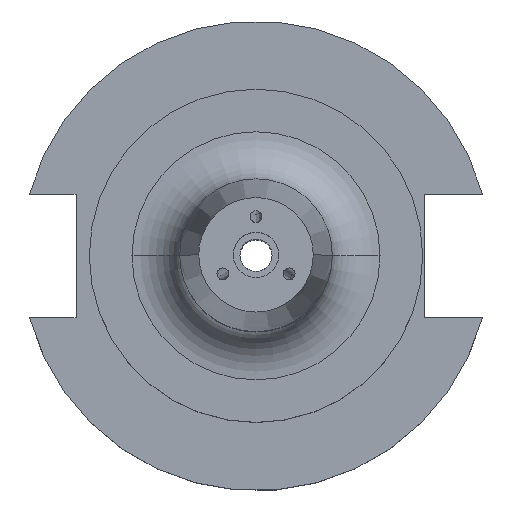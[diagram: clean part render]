
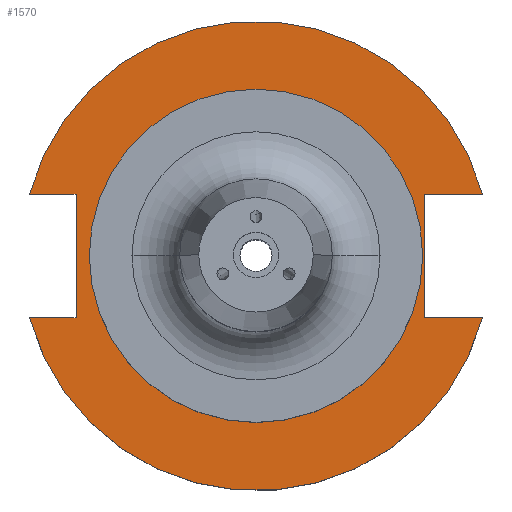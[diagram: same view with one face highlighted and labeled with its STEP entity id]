
A CAD part, top view. The second image highlights one B-rep face of the part: STEP entity #1570.
In plain terms, the highlighted planar face has unit normal (0, 0, 1).
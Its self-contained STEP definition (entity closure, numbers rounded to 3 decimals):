
#15 = ORIENTED_EDGE ( 'NONE', *, *, #2257, .F. ) ;
#30 = ORIENTED_EDGE ( 'NONE', *, *, #328, .F. ) ;
#55 = DIRECTION ( 'NONE',  ( 1., 0., 0. ) ) ;
#157 = CARTESIAN_POINT ( 'NONE',  ( 47.477, 12.954, 19.05 ) ) ;
#169 = VERTEX_POINT ( 'NONE', #221 ) ;
#186 = ORIENTED_EDGE ( 'NONE', *, *, #2514, .F. ) ;
#203 = CARTESIAN_POINT ( 'NONE',  ( 35.306, 12.954, 19.05 ) ) ;
#210 = ORIENTED_EDGE ( 'NONE', *, *, #2653, .F. ) ;
#214 = EDGE_CURVE ( 'NONE', #1053, #454, #2029, .T. ) ;
#221 = CARTESIAN_POINT ( 'NONE',  ( -47.477, 12.954, 19.05 ) ) ;
#232 = VERTEX_POINT ( 'NONE', #2302 ) ;
#248 = VECTOR ( 'NONE', #406, 1000. ) ;
#328 = EDGE_CURVE ( 'NONE', #2272, #766, #717, .T. ) ;
#329 = DIRECTION ( 'NONE',  ( 0., 0., 1. ) ) ;
#336 = DIRECTION ( 'NONE',  ( 0., 0., 1. ) ) ;
#406 = DIRECTION ( 'NONE',  ( 1., 0., 0. ) ) ;
#413 = FACE_OUTER_BOUND ( 'NONE', #743, .T. ) ;
#415 = AXIS2_PLACEMENT_3D ( 'NONE', #1559, #329, #1768 ) ;
#438 = CARTESIAN_POINT ( 'NONE',  ( 35.306, 12.954, 19.05 ) ) ;
#454 = VERTEX_POINT ( 'NONE', #203 ) ;
#496 = CARTESIAN_POINT ( 'NONE',  ( 35.306, -12.954, 19.05 ) ) ;
#609 = EDGE_CURVE ( 'NONE', #1614, #232, #815, .T. ) ;
#679 = CARTESIAN_POINT ( 'NONE',  ( -63.719, 12.954, 19.05 ) ) ;
#710 = LINE ( 'NONE', #2478, #1066 ) ;
#715 = CARTESIAN_POINT ( 'NONE',  ( -37.719, -12.954, 19.05 ) ) ;
#717 = LINE ( 'NONE', #1850, #248 ) ;
#743 = EDGE_LOOP ( 'NONE', ( #2556, #15, #1615, #1484, #2164, #186, #1256, #30 ) ) ;
#766 = VERTEX_POINT ( 'NONE', #715 ) ;
#815 = CIRCLE ( 'NONE', #415, 34.925 ) ;
#842 = CIRCLE ( 'NONE', #2437, 49.212 ) ;
#860 = EDGE_CURVE ( 'NONE', #2272, #2033, #842, .T. ) ;
#868 = CIRCLE ( 'NONE', #2187, 34.925 ) ;
#976 = CARTESIAN_POINT ( 'NONE',  ( 0., 0., 19.05 ) ) ;
#985 = EDGE_CURVE ( 'NONE', #1053, #169, #2023, .T. ) ;
#990 = VECTOR ( 'NONE', #1881, 1000. ) ;
#1053 = VERTEX_POINT ( 'NONE', #157 ) ;
#1066 = VECTOR ( 'NONE', #2685, 1000. ) ;
#1082 = DIRECTION ( 'NONE',  ( 0., 0., 1. ) ) ;
#1182 = DIRECTION ( 'NONE',  ( 1., 0., 0. ) ) ;
#1211 = EDGE_CURVE ( 'NONE', #766, #1283, #710, .T. ) ;
#1225 = EDGE_CURVE ( 'NONE', #454, #1885, #2176, .T. ) ;
#1256 = ORIENTED_EDGE ( 'NONE', *, *, #1211, .F. ) ;
#1283 = VERTEX_POINT ( 'NONE', #1508 ) ;
#1293 = DIRECTION ( 'NONE',  ( 0., 0., 1. ) ) ;
#1415 = CARTESIAN_POINT ( 'NONE',  ( 35.306, 12.954, 19.05 ) ) ;
#1438 = DIRECTION ( 'NONE',  ( 0., -1., 0. ) ) ;
#1484 = ORIENTED_EDGE ( 'NONE', *, *, #214, .F. ) ;
#1492 = FACE_BOUND ( 'NONE', #1556, .T. ) ;
#1508 = CARTESIAN_POINT ( 'NONE',  ( -37.719, 12.954, 19.05 ) ) ;
#1510 = CARTESIAN_POINT ( 'NONE',  ( 34.925, 0., 19.05 ) ) ;
#1522 = DIRECTION ( 'NONE',  ( 1., 0., 0. ) ) ;
#1556 = EDGE_LOOP ( 'NONE', ( #2369, #210 ) ) ;
#1559 = CARTESIAN_POINT ( 'NONE',  ( 0., 0., 19.05 ) ) ;
#1565 = CARTESIAN_POINT ( 'NONE',  ( 0., 0., 19.05 ) ) ;
#1570 = ADVANCED_FACE ( 'NONE', ( #1492, #413 ), #1916, .T. ) ;
#1614 = VERTEX_POINT ( 'NONE', #1510 ) ;
#1615 = ORIENTED_EDGE ( 'NONE', *, *, #1225, .F. ) ;
#1680 = VECTOR ( 'NONE', #2551, 1000. ) ;
#1699 = CARTESIAN_POINT ( 'NONE',  ( 0., 49.212, 19.05 ) ) ;
#1738 = LINE ( 'NONE', #679, #1680 ) ;
#1768 = DIRECTION ( 'NONE',  ( 1., 0., 0. ) ) ;
#1774 = DIRECTION ( 'NONE',  ( 1., 0., 0. ) ) ;
#1850 = CARTESIAN_POINT ( 'NONE',  ( -63.719, -12.954, 19.05 ) ) ;
#1881 = DIRECTION ( 'NONE',  ( -1., 0., 0. ) ) ;
#1885 = VERTEX_POINT ( 'NONE', #2464 ) ;
#1915 = CARTESIAN_POINT ( 'NONE',  ( 47.477, -12.954, 19.05 ) ) ;
#1916 = PLANE ( 'NONE',  #2002 ) ;
#1958 = AXIS2_PLACEMENT_3D ( 'NONE', #976, #2427, #1182 ) ;
#2002 = AXIS2_PLACEMENT_3D ( 'NONE', #1699, #1082, #2542 ) ;
#2023 = CIRCLE ( 'NONE', #1958, 49.212 ) ;
#2029 = LINE ( 'NONE', #438, #990 ) ;
#2033 = VERTEX_POINT ( 'NONE', #1915 ) ;
#2136 = VECTOR ( 'NONE', #1522, 1000. ) ;
#2154 = CARTESIAN_POINT ( 'NONE',  ( -47.477, -12.954, 19.05 ) ) ;
#2164 = ORIENTED_EDGE ( 'NONE', *, *, #985, .T. ) ;
#2176 = LINE ( 'NONE', #1415, #2674 ) ;
#2187 = AXIS2_PLACEMENT_3D ( 'NONE', #1565, #336, #1774 ) ;
#2257 = EDGE_CURVE ( 'NONE', #1885, #2033, #2284, .T. ) ;
#2272 = VERTEX_POINT ( 'NONE', #2154 ) ;
#2284 = LINE ( 'NONE', #496, #2136 ) ;
#2302 = CARTESIAN_POINT ( 'NONE',  ( -34.925, 0., 19.05 ) ) ;
#2369 = ORIENTED_EDGE ( 'NONE', *, *, #609, .F. ) ;
#2427 = DIRECTION ( 'NONE',  ( 0., 0., 1. ) ) ;
#2437 = AXIS2_PLACEMENT_3D ( 'NONE', #2538, #1293, #55 ) ;
#2464 = CARTESIAN_POINT ( 'NONE',  ( 35.306, -12.954, 19.05 ) ) ;
#2478 = CARTESIAN_POINT ( 'NONE',  ( -37.719, 12.954, 19.05 ) ) ;
#2514 = EDGE_CURVE ( 'NONE', #1283, #169, #1738, .T. ) ;
#2538 = CARTESIAN_POINT ( 'NONE',  ( 0., 0., 19.05 ) ) ;
#2542 = DIRECTION ( 'NONE',  ( 1., 0., 0. ) ) ;
#2551 = DIRECTION ( 'NONE',  ( -1., 0., 0. ) ) ;
#2556 = ORIENTED_EDGE ( 'NONE', *, *, #860, .T. ) ;
#2653 = EDGE_CURVE ( 'NONE', #232, #1614, #868, .T. ) ;
#2674 = VECTOR ( 'NONE', #1438, 1000. ) ;
#2685 = DIRECTION ( 'NONE',  ( 0., 1., 0. ) ) ;
